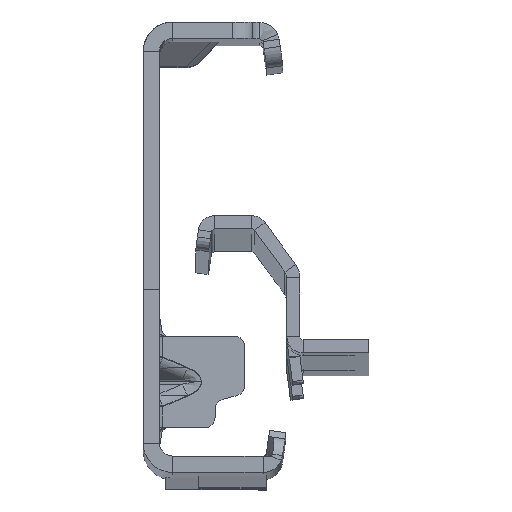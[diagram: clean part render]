
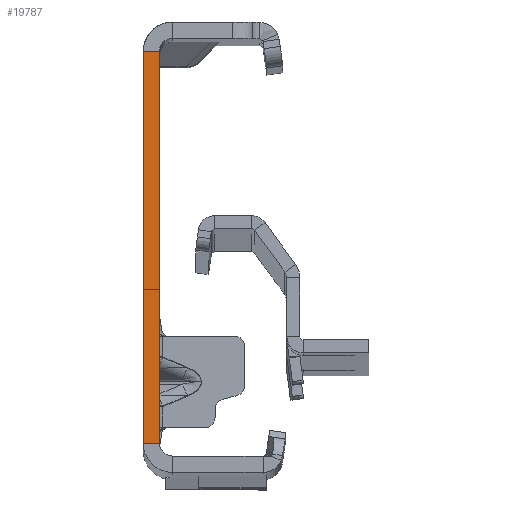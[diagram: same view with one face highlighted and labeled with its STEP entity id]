
A CAD part, top view. The second image highlights one B-rep face of the part: STEP entity #19787.
In plain terms, the highlighted planar face has unit normal (0, 0, 1).
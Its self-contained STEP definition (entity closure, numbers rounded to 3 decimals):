
#1691 = LINE ( 'NONE', #20634, #47741 ) ;
#2049 = FACE_OUTER_BOUND ( 'NONE', #33706, .T. ) ;
#3045 = DIRECTION ( 'NONE',  ( -1., 0., 0. ) ) ;
#3309 = VERTEX_POINT ( 'NONE', #37572 ) ;
#6007 = ORIENTED_EDGE ( 'NONE', *, *, #12714, .F. ) ;
#6100 = DIRECTION ( 'NONE',  ( 0., 0., 1. ) ) ;
#6537 = CARTESIAN_POINT ( 'NONE',  ( -2.5, -30., 0. ) ) ;
#6606 = AXIS2_PLACEMENT_3D ( 'NONE', #48285, #6100, #14462 ) ;
#6643 = VECTOR ( 'NONE', #21664, 1000. ) ;
#9934 = CARTESIAN_POINT ( 'NONE',  ( 0., 30., 0. ) ) ;
#12714 = EDGE_CURVE ( 'NONE', #3309, #22554, #1691, .T. ) ;
#14462 = DIRECTION ( 'NONE',  ( 1., 0., 0. ) ) ;
#14668 = EDGE_CURVE ( 'NONE', #28333, #22554, #45299, .T. ) ;
#17647 = LINE ( 'NONE', #29283, #6643 ) ;
#19101 = EDGE_CURVE ( 'NONE', #48800, #3309, #17647, .T. ) ;
#19787 = ADVANCED_FACE ( 'NONE', ( #2049 ), #44747, .T. ) ;
#20388 = DIRECTION ( 'NONE',  ( -1., 0., 0. ) ) ;
#20634 = CARTESIAN_POINT ( 'NONE',  ( 0., -30., 0. ) ) ;
#21664 = DIRECTION ( 'NONE',  ( 0., -1., 0. ) ) ;
#22323 = ORIENTED_EDGE ( 'NONE', *, *, #14668, .T. ) ;
#22554 = VERTEX_POINT ( 'NONE', #6537 ) ;
#23081 = EDGE_CURVE ( 'NONE', #48800, #28333, #41203, .T. ) ;
#27708 = ORIENTED_EDGE ( 'NONE', *, *, #19101, .F. ) ;
#28333 = VERTEX_POINT ( 'NONE', #39275 ) ;
#29283 = CARTESIAN_POINT ( 'NONE',  ( 0., -32., 0. ) ) ;
#33706 = EDGE_LOOP ( 'NONE', ( #27708, #35608, #22323, #6007 ) ) ;
#35608 = ORIENTED_EDGE ( 'NONE', *, *, #23081, .T. ) ;
#37572 = CARTESIAN_POINT ( 'NONE',  ( 0., -30., 0. ) ) ;
#38069 = CARTESIAN_POINT ( 'NONE',  ( 0., 30., 0. ) ) ;
#38370 = VECTOR ( 'NONE', #3045, 1000. ) ;
#39275 = CARTESIAN_POINT ( 'NONE',  ( -2.5, 30., 0. ) ) ;
#41203 = LINE ( 'NONE', #9934, #38370 ) ;
#41534 = CARTESIAN_POINT ( 'NONE',  ( -2.5, -32., 0. ) ) ;
#44747 = PLANE ( 'NONE',  #6606 ) ;
#45299 = LINE ( 'NONE', #41534, #47834 ) ;
#47741 = VECTOR ( 'NONE', #20388, 1000. ) ;
#47834 = VECTOR ( 'NONE', #49612, 1000. ) ;
#48285 = CARTESIAN_POINT ( 'NONE',  ( -2.5, -32., 0. ) ) ;
#48800 = VERTEX_POINT ( 'NONE', #38069 ) ;
#49612 = DIRECTION ( 'NONE',  ( 0., -1., 0. ) ) ;
